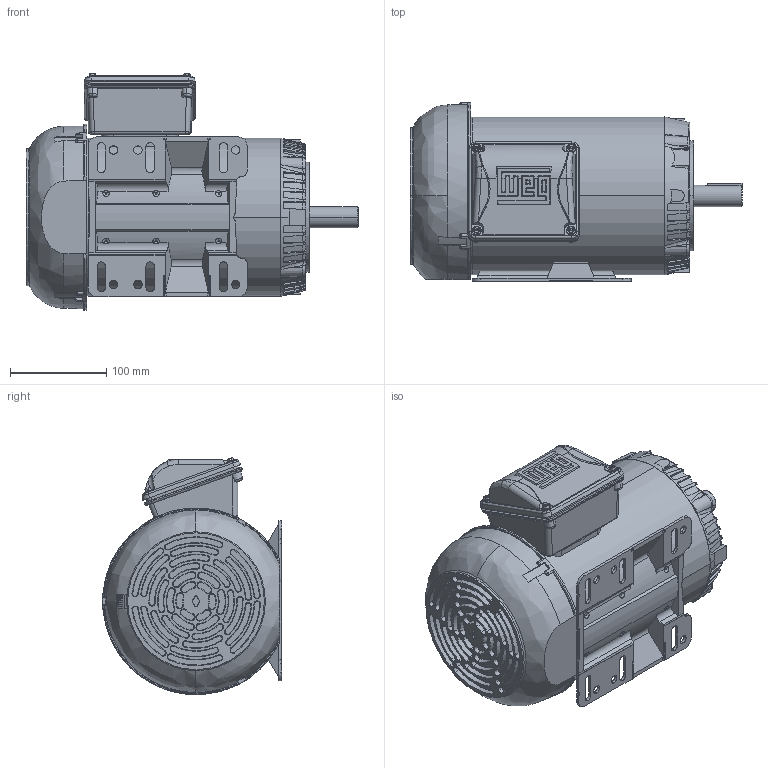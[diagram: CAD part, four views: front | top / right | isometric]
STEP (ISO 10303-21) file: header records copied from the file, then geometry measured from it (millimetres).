
FILE_DESCRIPTION (( 'STEP AP214' ), '1' );
FILE_NAME ('143-5C_3PH_TEFC_GP_13583 broken base surfs w 1PHNB 1 fxt.STEP', '2022-09-20T17:38:14', ( '' ), ( '' ), 'SwSTEP 2.0', 'SolidWorks 2021', '' );
FILE_SCHEMA (( 'AUTOMOTIVE_DESIGN' ));
Length unit declared in the file: inch
Products named in the file (1): 143-5C_3PH_TEFC_GP_13583 broken base surfs w 1PHNB 1 fxt
Bounding box: 344.85 x 186.13 x 246.32 mm (x, y, z)
Volume: 6985692.4 mm3; surface area: 467178.6 mm2
Topology: 14 solids, 30 shells, 1478 faces, 3931 edges, 2562 vertices
Faces by surface type: plane 552, cylinder 352, cone 325, bspline 249
Entity records: 58886 total; most frequent: CARTESIAN_POINT 25014, ORIENTED_EDGE 7828, DIRECTION 6041, EDGE_CURVE 3914, VERTEX_POINT 2562, AXIS2_PLACEMENT_3D 2255, EDGE_LOOP 1568, VECTOR 1531
